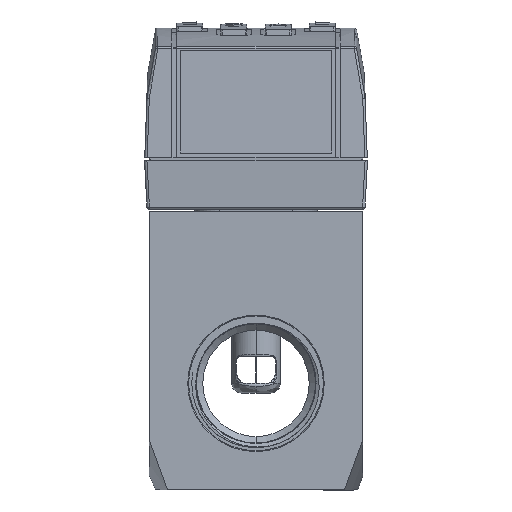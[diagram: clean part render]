
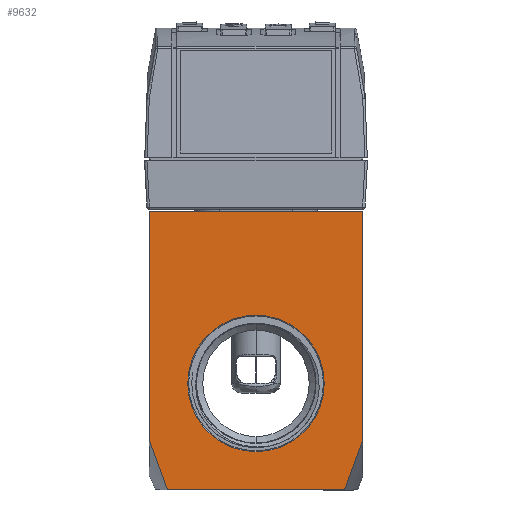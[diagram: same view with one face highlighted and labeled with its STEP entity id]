
A CAD part, front view. The second image highlights one B-rep face of the part: STEP entity #9632.
In plain terms, the highlighted planar face has unit normal (0, -1, 0).
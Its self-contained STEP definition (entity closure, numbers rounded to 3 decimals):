
#391 = DIRECTION ( 'NONE',  ( -1., 0., 0. ) ) ;
#398 = CARTESIAN_POINT ( 'NONE',  ( -21.75, -53.5, -11.732 ) ) ;
#692 = CARTESIAN_POINT ( 'NONE',  ( -21.75, -53.5, 35. ) ) ;
#1283 = B_SPLINE_CURVE_WITH_KNOTS ( 'NONE', 3,
 ( #398, #15056, #7410, #22566 ),
 .UNSPECIFIED., .F., .F.,
 ( 4, 4 ),
 ( 0., 0.011 ),
 .UNSPECIFIED. ) ;
#1444 = ORIENTED_EDGE ( 'NONE', *, *, #1858, .T. ) ;
#1858 = EDGE_CURVE ( 'NONE', #17184, #13259, #22304, .T. ) ;
#2723 = VERTEX_POINT ( 'NONE', #8519 ) ;
#2869 = EDGE_CURVE ( 'NONE', #10462, #6211, #12952, .T. ) ;
#2903 = EDGE_CURVE ( 'NONE', #2723, #16332, #17250, .T. ) ;
#2961 = CARTESIAN_POINT ( 'NONE',  ( -21.75, -53.5, -11.732 ) ) ;
#3938 = CARTESIAN_POINT ( 'NONE',  ( 20.524, -53.5, -15.072 ) ) ;
#4244 = VERTEX_POINT ( 'NONE', #6506 ) ;
#4675 = EDGE_CURVE ( 'NONE', #4244, #2723, #6476, .T. ) ;
#4761 = CARTESIAN_POINT ( 'NONE',  ( 0., -53.5, 0. ) ) ;
#4960 = VECTOR ( 'NONE', #7939, 1000. ) ;
#5079 = ORIENTED_EDGE ( 'NONE', *, *, #4675, .T. ) ;
#6211 = VERTEX_POINT ( 'NONE', #22888 ) ;
#6476 = LINE ( 'NONE', #9941, #10603 ) ;
#6506 = CARTESIAN_POINT ( 'NONE',  ( 21.75, -53.5, -11.732 ) ) ;
#6744 = VECTOR ( 'NONE', #18612, 1000. ) ;
#7410 = CARTESIAN_POINT ( 'NONE',  ( -19.298, -53.5, -18.411 ) ) ;
#7634 = CARTESIAN_POINT ( 'NONE',  ( 21.75, -53.5, -11.732 ) ) ;
#7939 = DIRECTION ( 'NONE',  ( 0., 0., -1. ) ) ;
#8177 = ORIENTED_EDGE ( 'NONE', *, *, #2869, .T. ) ;
#8273 = AXIS2_PLACEMENT_3D ( 'NONE', #16624, #20186, #18106 ) ;
#8519 = CARTESIAN_POINT ( 'NONE',  ( 21.75, -53.5, 35. ) ) ;
#9626 = EDGE_LOOP ( 'NONE', ( #11641, #1444 ) ) ;
#9632 = ADVANCED_FACE ( 'NONE', ( #14658, #16747 ), #22409, .T. ) ;
#9941 = CARTESIAN_POINT ( 'NONE',  ( 21.75, -53.5, 0. ) ) ;
#10201 = CARTESIAN_POINT ( 'NONE',  ( -18.071, -53.5, -21.75 ) ) ;
#10305 = DIRECTION ( 'NONE',  ( 0., 1., 0. ) ) ;
#10462 = VERTEX_POINT ( 'NONE', #10201 ) ;
#10603 = VECTOR ( 'NONE', #17451, 1000. ) ;
#10634 = EDGE_LOOP ( 'NONE', ( #23408, #20087, #8177, #24363, #5079, #13849 ) ) ;
#11109 = CARTESIAN_POINT ( 'NONE',  ( 0., -53.5, -21.75 ) ) ;
#11338 = CARTESIAN_POINT ( 'NONE',  ( 18.071, -53.5, -21.75 ) ) ;
#11473 = VECTOR ( 'NONE', #391, 1000. ) ;
#11641 = ORIENTED_EDGE ( 'NONE', *, *, #23295, .T. ) ;
#11882 = CARTESIAN_POINT ( 'NONE',  ( -21.75, -53.5, 0. ) ) ;
#12174 = CARTESIAN_POINT ( 'NONE',  ( 0., -53.5, -13.923 ) ) ;
#12952 = LINE ( 'NONE', #11109, #6744 ) ;
#13259 = VERTEX_POINT ( 'NONE', #12174 ) ;
#13260 = AXIS2_PLACEMENT_3D ( 'NONE', #21506, #10305, #17821 ) ;
#13801 = CARTESIAN_POINT ( 'NONE',  ( 21.75, -53.5, 35. ) ) ;
#13849 = ORIENTED_EDGE ( 'NONE', *, *, #2903, .T. ) ;
#13902 = CARTESIAN_POINT ( 'NONE',  ( 0., -53.5, 13.923 ) ) ;
#14369 = EDGE_CURVE ( 'NONE', #6211, #4244, #17664, .T. ) ;
#14658 = FACE_BOUND ( 'NONE', #9626, .T. ) ;
#15056 = CARTESIAN_POINT ( 'NONE',  ( -20.524, -53.5, -15.072 ) ) ;
#16219 = DIRECTION ( 'NONE',  ( 0., 1., 0. ) ) ;
#16332 = VERTEX_POINT ( 'NONE', #692 ) ;
#16339 = DIRECTION ( 'NONE',  ( 0., 0., -1. ) ) ;
#16624 = CARTESIAN_POINT ( 'NONE',  ( 0., -53.5, 0. ) ) ;
#16747 = FACE_OUTER_BOUND ( 'NONE', #10634, .T. ) ;
#17184 = VERTEX_POINT ( 'NONE', #13902 ) ;
#17250 = LINE ( 'NONE', #13801, #11473 ) ;
#17451 = DIRECTION ( 'NONE',  ( 0., 0., 1. ) ) ;
#17664 = B_SPLINE_CURVE_WITH_KNOTS ( 'NONE', 3,
 ( #11338, #18847, #3938, #7634 ),
 .UNSPECIFIED., .F., .F.,
 ( 4, 4 ),
 ( 0., 0.011 ),
 .UNSPECIFIED. ) ;
#17821 = DIRECTION ( 'NONE',  ( 0., 0., -1. ) ) ;
#17973 = CIRCLE ( 'NONE', #13260, 13.923 ) ;
#18106 = DIRECTION ( 'NONE',  ( -1., 0., 0. ) ) ;
#18612 = DIRECTION ( 'NONE',  ( 1., 0., 0. ) ) ;
#18847 = CARTESIAN_POINT ( 'NONE',  ( 19.298, -53.5, -18.411 ) ) ;
#19177 = EDGE_CURVE ( 'NONE', #16332, #21653, #19505, .T. ) ;
#19505 = LINE ( 'NONE', #11882, #4960 ) ;
#20087 = ORIENTED_EDGE ( 'NONE', *, *, #21072, .T. ) ;
#20186 = DIRECTION ( 'NONE',  ( 0., -1., 0. ) ) ;
#21072 = EDGE_CURVE ( 'NONE', #21653, #10462, #1283, .T. ) ;
#21506 = CARTESIAN_POINT ( 'NONE',  ( 0., -53.5, 0. ) ) ;
#21653 = VERTEX_POINT ( 'NONE', #2961 ) ;
#22304 = CIRCLE ( 'NONE', #22697, 13.923 ) ;
#22409 = PLANE ( 'NONE',  #8273 ) ;
#22566 = CARTESIAN_POINT ( 'NONE',  ( -18.071, -53.5, -21.75 ) ) ;
#22697 = AXIS2_PLACEMENT_3D ( 'NONE', #4761, #16219, #16339 ) ;
#22888 = CARTESIAN_POINT ( 'NONE',  ( 18.071, -53.5, -21.75 ) ) ;
#23295 = EDGE_CURVE ( 'NONE', #13259, #17184, #17973, .T. ) ;
#23408 = ORIENTED_EDGE ( 'NONE', *, *, #19177, .T. ) ;
#24363 = ORIENTED_EDGE ( 'NONE', *, *, #14369, .T. ) ;
